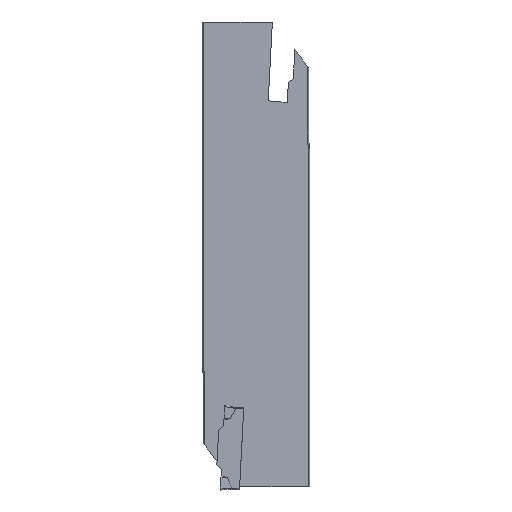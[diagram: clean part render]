
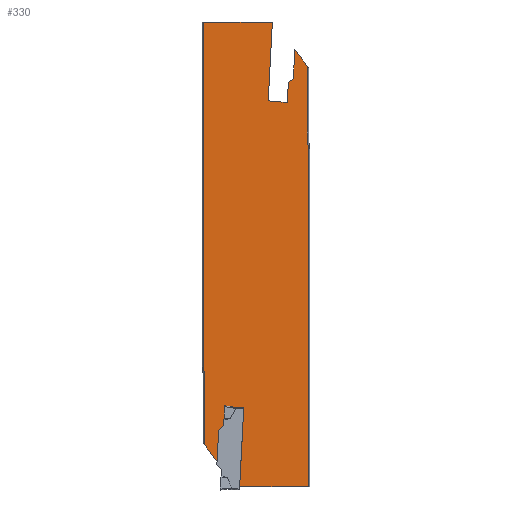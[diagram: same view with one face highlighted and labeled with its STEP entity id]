
A CAD part, left-side view. The second image highlights one B-rep face of the part: STEP entity #330.
In plain terms, the highlighted planar face has unit normal (-1, 0, 0).
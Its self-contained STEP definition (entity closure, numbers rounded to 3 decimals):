
#297=CIRCLE('',#1391,40.268);
#298=CIRCLE('',#1392,40.268);
#330=ADVANCED_FACE('',(#434),#380,.T.);
#380=PLANE('',#1393);
#434=FACE_OUTER_BOUND('',#492,.T.);
#492=EDGE_LOOP('',(#699,#700,#701,#702,#703,#704,#705,#706,#707,#708,#709,
#710,#711,#712,#713,#714,#715,#716,#717,#718,#719,#720));
#699=ORIENTED_EDGE('',*,*,#1041,.T.);
#700=ORIENTED_EDGE('',*,*,#1042,.T.);
#701=ORIENTED_EDGE('',*,*,#1043,.T.);
#702=ORIENTED_EDGE('',*,*,#1044,.T.);
#703=ORIENTED_EDGE('',*,*,#1045,.F.);
#704=ORIENTED_EDGE('',*,*,#1046,.T.);
#705=ORIENTED_EDGE('',*,*,#1047,.F.);
#706=ORIENTED_EDGE('',*,*,#1048,.T.);
#707=ORIENTED_EDGE('',*,*,#1049,.T.);
#708=ORIENTED_EDGE('',*,*,#1050,.T.);
#709=ORIENTED_EDGE('',*,*,#1051,.T.);
#710=ORIENTED_EDGE('',*,*,#1052,.T.);
#711=ORIENTED_EDGE('',*,*,#1053,.T.);
#712=ORIENTED_EDGE('',*,*,#1054,.F.);
#713=ORIENTED_EDGE('',*,*,#1055,.F.);
#714=ORIENTED_EDGE('',*,*,#1056,.F.);
#715=ORIENTED_EDGE('',*,*,#1057,.T.);
#716=ORIENTED_EDGE('',*,*,#1058,.T.);
#717=ORIENTED_EDGE('',*,*,#1059,.T.);
#718=ORIENTED_EDGE('',*,*,#1060,.T.);
#719=ORIENTED_EDGE('',*,*,#1061,.T.);
#720=ORIENTED_EDGE('',*,*,#1062,.T.);
#911=VERTEX_POINT('',#2031);
#912=VERTEX_POINT('',#2032);
#913=VERTEX_POINT('',#2034);
#914=VERTEX_POINT('',#2036);
#915=VERTEX_POINT('',#2038);
#916=VERTEX_POINT('',#2040);
#917=VERTEX_POINT('',#2042);
#918=VERTEX_POINT('',#2044);
#919=VERTEX_POINT('',#2046);
#920=VERTEX_POINT('',#2048);
#921=VERTEX_POINT('',#2050);
#922=VERTEX_POINT('',#2052);
#923=VERTEX_POINT('',#2054);
#924=VERTEX_POINT('',#2056);
#925=VERTEX_POINT('',#2058);
#926=VERTEX_POINT('',#2060);
#927=VERTEX_POINT('',#2062);
#928=VERTEX_POINT('',#2064);
#929=VERTEX_POINT('',#2066);
#930=VERTEX_POINT('',#2068);
#931=VERTEX_POINT('',#2070);
#932=VERTEX_POINT('',#2072);
#1041=EDGE_CURVE('',#911,#912,#1177,.T.);
#1042=EDGE_CURVE('',#912,#913,#1178,.T.);
#1043=EDGE_CURVE('',#913,#914,#1179,.T.);
#1044=EDGE_CURVE('',#914,#915,#1180,.T.);
#1045=EDGE_CURVE('',#916,#915,#297,.T.);
#1046=EDGE_CURVE('',#916,#917,#1181,.T.);
#1047=EDGE_CURVE('',#918,#917,#1182,.T.);
#1048=EDGE_CURVE('',#918,#919,#1183,.T.);
#1049=EDGE_CURVE('',#919,#920,#1184,.T.);
#1050=EDGE_CURVE('',#920,#921,#1185,.T.);
#1051=EDGE_CURVE('',#921,#922,#1186,.T.);
#1052=EDGE_CURVE('',#922,#923,#1187,.T.);
#1053=EDGE_CURVE('',#923,#924,#1188,.T.);
#1054=EDGE_CURVE('',#925,#924,#1189,.T.);
#1055=EDGE_CURVE('',#926,#925,#1190,.T.);
#1056=EDGE_CURVE('',#927,#926,#298,.T.);
#1057=EDGE_CURVE('',#927,#928,#1191,.T.);
#1058=EDGE_CURVE('',#928,#929,#1192,.T.);
#1059=EDGE_CURVE('',#929,#930,#1193,.T.);
#1060=EDGE_CURVE('',#930,#931,#1194,.T.);
#1061=EDGE_CURVE('',#931,#932,#1195,.T.);
#1062=EDGE_CURVE('',#932,#911,#1196,.T.);
#1177=LINE('',#2030,#1309);
#1178=LINE('',#2033,#1310);
#1179=LINE('',#2035,#1311);
#1180=LINE('',#2037,#1312);
#1181=LINE('',#2041,#1313);
#1182=LINE('',#2043,#1314);
#1183=LINE('',#2045,#1315);
#1184=LINE('',#2047,#1316);
#1185=LINE('',#2049,#1317);
#1186=LINE('',#2051,#1318);
#1187=LINE('',#2053,#1319);
#1188=LINE('',#2055,#1320);
#1189=LINE('',#2057,#1321);
#1190=LINE('',#2059,#1322);
#1191=LINE('',#2063,#1323);
#1192=LINE('',#2065,#1324);
#1193=LINE('',#2067,#1325);
#1194=LINE('',#2069,#1326);
#1195=LINE('',#2071,#1327);
#1196=LINE('',#2073,#1328);
#1309=VECTOR('',#1570,1.);
#1310=VECTOR('',#1571,1.);
#1311=VECTOR('',#1572,1.);
#1312=VECTOR('',#1573,1.);
#1313=VECTOR('',#1576,1.);
#1314=VECTOR('',#1577,1.);
#1315=VECTOR('',#1578,1.);
#1316=VECTOR('',#1579,1.);
#1317=VECTOR('',#1580,1.);
#1318=VECTOR('',#1581,1.);
#1319=VECTOR('',#1582,1.);
#1320=VECTOR('',#1583,1.);
#1321=VECTOR('',#1584,1.);
#1322=VECTOR('',#1585,1.);
#1323=VECTOR('',#1588,1.);
#1324=VECTOR('',#1589,1.);
#1325=VECTOR('',#1590,1.);
#1326=VECTOR('',#1591,1.);
#1327=VECTOR('',#1592,1.);
#1328=VECTOR('',#1593,1.);
#1391=AXIS2_PLACEMENT_3D('',#2039,#1574,#1575);
#1392=AXIS2_PLACEMENT_3D('',#2061,#1586,#1587);
#1393=AXIS2_PLACEMENT_3D('',#2074,#1594,#1595);
#1570=DIRECTION('',(0.,0.999,0.052));
#1571=DIRECTION('',(0.,-0.052,0.999));
#1572=DIRECTION('',(0.,1.,0.));
#1573=DIRECTION('',(0.,0.,-1.));
#1574=DIRECTION('',(-1.,0.,0.));
#1575=DIRECTION('',(0.,-1.,0.));
#1576=DIRECTION('',(0.,0.,-1.));
#1577=DIRECTION('',(0.,0.602,0.799));
#1578=DIRECTION('',(0.,-0.052,0.999));
#1579=DIRECTION('',(0.,-0.743,0.669));
#1580=DIRECTION('',(0.,-0.052,0.999));
#1581=DIRECTION('',(0.,-0.985,-0.174));
#1582=DIRECTION('',(0.,-0.999,-0.052));
#1583=DIRECTION('',(0.,0.052,-0.999));
#1584=DIRECTION('',(0.,1.,0.));
#1585=DIRECTION('',(0.,0.,-1.));
#1586=DIRECTION('',(-1.,0.,0.));
#1587=DIRECTION('',(0.,-1.,0.));
#1588=DIRECTION('',(0.,0.,1.));
#1589=DIRECTION('',(0.,0.602,0.799));
#1590=DIRECTION('',(0.,0.052,-0.999));
#1591=DIRECTION('',(0.,0.743,-0.669));
#1592=DIRECTION('',(0.,0.052,-0.999));
#1593=DIRECTION('',(0.,0.985,0.174));
#1594=DIRECTION('',(-1.,0.,0.));
#1595=DIRECTION('',(0.,-1.,0.));
#2030=CARTESIAN_POINT('',(-2.,1.539,-19.132));
#2031=CARTESIAN_POINT('',(-2.,7.567,-18.816));
#2032=CARTESIAN_POINT('',(-2.,10.054,-18.686));
#2033=CARTESIAN_POINT('',(-2.,9.052,0.446));
#2034=CARTESIAN_POINT('',(-2.,9.075,0.));
#2035=CARTESIAN_POINT('',(-2.,0.536,0.));
#2036=CARTESIAN_POINT('',(-2.,25.364,0.));
#2037=CARTESIAN_POINT('',(-2.,25.364,0.));
#2038=CARTESIAN_POINT('',(-2.,25.364,-81.483));
#2039=CARTESIAN_POINT('',(-2.,65.4,-85.8));
#2040=CARTESIAN_POINT('',(-2.,25.132,-85.8));
#2041=CARTESIAN_POINT('',(-2.,25.132,0.));
#2042=CARTESIAN_POINT('',(-2.,25.132,-100.117));
#2043=CARTESIAN_POINT('',(-2.,64.343,-48.082));
#2044=CARTESIAN_POINT('',(-2.,22.174,-104.042));
#2045=CARTESIAN_POINT('',(-2.,16.677,0.846));
#2046=CARTESIAN_POINT('',(-2.,21.789,-96.687));
#2047=CARTESIAN_POINT('',(-2.,-38.027,-42.829));
#2048=CARTESIAN_POINT('',(-2.,20.604,-95.621));
#2049=CARTESIAN_POINT('',(-2.,15.552,0.787));
#2050=CARTESIAN_POINT('',(-2.,20.353,-90.827));
#2051=CARTESIAN_POINT('',(-2.,16.666,-91.478));
#2052=CARTESIAN_POINT('',(-2.,18.333,-91.184));
#2053=CARTESIAN_POINT('',(-2.,5.35,-91.864));
#2054=CARTESIAN_POINT('',(-2.,15.846,-91.314));
#2055=CARTESIAN_POINT('',(-2.,11.031,0.55));
#2056=CARTESIAN_POINT('',(-2.,16.825,-110.));
#2057=CARTESIAN_POINT('',(-2.,0.536,-110.));
#2058=CARTESIAN_POINT('',(-2.,0.536,-110.));
#2059=CARTESIAN_POINT('',(-2.,0.536,0.));
#2060=CARTESIAN_POINT('',(-2.,0.536,-30.117));
#2061=CARTESIAN_POINT('',(-2.,-39.5,-25.8));
#2062=CARTESIAN_POINT('',(-2.,0.768,-25.8));
#2063=CARTESIAN_POINT('',(-2.,0.768,0.));
#2064=CARTESIAN_POINT('',(-2.,0.768,-10.482));
#2065=CARTESIAN_POINT('',(-2.,5.722,-3.908));
#2066=CARTESIAN_POINT('',(-2.,3.755,-6.518));
#2067=CARTESIAN_POINT('',(-2.,3.405,0.15));
#2068=CARTESIAN_POINT('',(-2.,4.111,-13.313));
#2069=CARTESIAN_POINT('',(-2.,-4.483,-5.574));
#2070=CARTESIAN_POINT('',(-2.,5.296,-14.379));
#2071=CARTESIAN_POINT('',(-2.,4.531,0.209));
#2072=CARTESIAN_POINT('',(-2.,5.547,-19.173));
#2073=CARTESIAN_POINT('',(-2.,3.966,-19.451));
#2074=CARTESIAN_POINT('',(-2.,0.536,0.));
